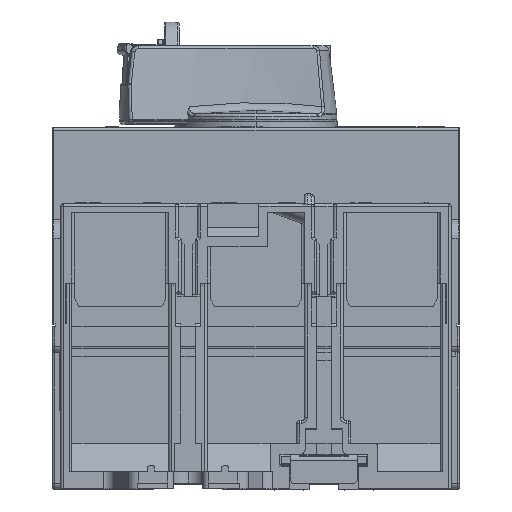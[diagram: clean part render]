
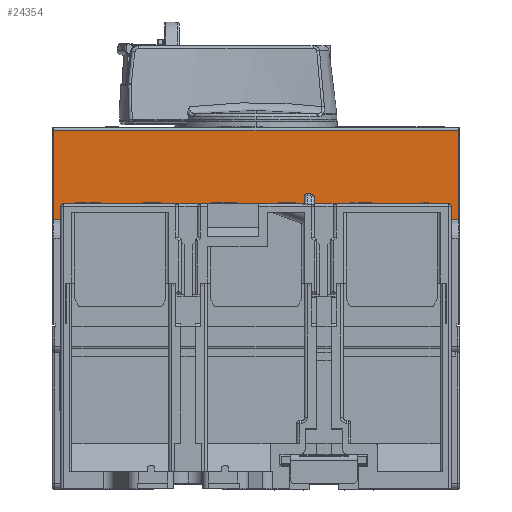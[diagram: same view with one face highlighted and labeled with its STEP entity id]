
A CAD part, top view. The second image highlights one B-rep face of the part: STEP entity #24354.
In plain terms, the highlighted face is planar.
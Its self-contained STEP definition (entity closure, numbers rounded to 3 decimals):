
#2586 = VECTOR ( 'NONE', #183520, 1000. ) ;
#6253 = CARTESIAN_POINT ( 'NONE',  ( -69.3, -77.5, -2.2 ) ) ;
#9132 = LINE ( 'NONE', #6253, #158202 ) ;
#12553 = CARTESIAN_POINT ( 'NONE',  ( 1.718, -77.5, -2.223 ) ) ;
#15623 = B_SPLINE_CURVE_WITH_KNOTS ( 'NONE', 3,
 ( #112237, #83298, #109389, #22255, #97710, #50361, #183958, #142227, #25098, #39617, #69631, #172296, #37753 ),
 .UNSPECIFIED., .F., .F.,
 ( 4, 3, 3, 3, 4 ),
 ( 0., 0., 0., 0., 0. ),
 .UNSPECIFIED. ) ;
#19384 = ORIENTED_EDGE ( 'NONE', *, *, #148708, .T. ) ;
#22255 = CARTESIAN_POINT ( 'NONE',  ( -69.302, -77.5, -2.203 ) ) ;
#23465 = EDGE_CURVE ( 'NONE', #91527, #153701, #27114, .T. ) ;
#23518 = VECTOR ( 'NONE', #98150, 1000. ) ;
#23622 = CARTESIAN_POINT ( 'NONE',  ( -69.3, -77.5, 13.5 ) ) ;
#24354 = ADVANCED_FACE ( 'NONE', ( #160797 ), #175251, .T. ) ;
#25098 = CARTESIAN_POINT ( 'NONE',  ( -69.366, -77.5, -2.315 ) ) ;
#25566 = DIRECTION ( 'NONE',  ( 1., 0., 0. ) ) ;
#26598 = CARTESIAN_POINT ( 'NONE',  ( 1.7, -77.5, 13.5 ) ) ;
#27114 = B_SPLINE_CURVE_WITH_KNOTS ( 'NONE', 3,
 ( #190664, #128691, #161728, #177150, #187818, #88105, #56131, #191629, #12553, #43512, #130636, #131561, #114192 ),
 .UNSPECIFIED., .F., .F.,
 ( 4, 3, 3, 3, 4 ),
 ( 0., 0., 0., 0., 0. ),
 .UNSPECIFIED. ) ;
#32535 = VERTEX_POINT ( 'NONE', #101961 ) ;
#37753 = CARTESIAN_POINT ( 'NONE',  ( -69.393, -77.5, -2.386 ) ) ;
#39617 = CARTESIAN_POINT ( 'NONE',  ( -69.375, -77.5, -2.339 ) ) ;
#43512 = CARTESIAN_POINT ( 'NONE',  ( 1.702, -77.5, -2.203 ) ) ;
#47377 = DIRECTION ( 'NONE',  ( 0., -1., 0. ) ) ;
#50361 = CARTESIAN_POINT ( 'NONE',  ( -69.332, -77.5, -2.246 ) ) ;
#53461 = EDGE_CURVE ( 'NONE', #91527, #182167, #188264, .T. ) ;
#56131 = CARTESIAN_POINT ( 'NONE',  ( 1.744, -77.5, -2.269 ) ) ;
#59520 = AXIS2_PLACEMENT_3D ( 'NONE', #161753, #47377, #75487 ) ;
#64499 = EDGE_CURVE ( 'NONE', #146741, #80610, #109891, .T. ) ;
#65226 = EDGE_CURVE ( 'NONE', #32535, #80610, #15623, .T. ) ;
#69541 = ORIENTED_EDGE ( 'NONE', *, *, #124073, .F. ) ;
#69631 = CARTESIAN_POINT ( 'NONE',  ( -69.382, -77.5, -2.355 ) ) ;
#75487 = DIRECTION ( 'NONE',  ( 1., 0., 0. ) ) ;
#77962 = CARTESIAN_POINT ( 'NONE',  ( 1.793, -77.5, -2.386 ) ) ;
#80610 = VERTEX_POINT ( 'NONE', #142351 ) ;
#83298 = CARTESIAN_POINT ( 'NONE',  ( -69.301, -77.5, -2.201 ) ) ;
#88105 = CARTESIAN_POINT ( 'NONE',  ( 1.756, -77.5, -2.292 ) ) ;
#91527 = VERTEX_POINT ( 'NONE', #77962 ) ;
#96939 = VECTOR ( 'NONE', #130120, 1000. ) ;
#97710 = CARTESIAN_POINT ( 'NONE',  ( -69.318, -77.5, -2.223 ) ) ;
#98150 = DIRECTION ( 'NONE',  ( 1., 0., 0. ) ) ;
#101961 = CARTESIAN_POINT ( 'NONE',  ( -69.3, -77.5, -2.2 ) ) ;
#109389 = CARTESIAN_POINT ( 'NONE',  ( -69.301, -77.5, -2.202 ) ) ;
#109891 = LINE ( 'NONE', #182570, #2586 ) ;
#112237 = CARTESIAN_POINT ( 'NONE',  ( -69.3, -77.5, -2.2 ) ) ;
#113595 = LINE ( 'NONE', #23622, #23518 ) ;
#114192 = CARTESIAN_POINT ( 'NONE',  ( 1.7, -77.5, -2.2 ) ) ;
#117195 = ORIENTED_EDGE ( 'NONE', *, *, #53461, .T. ) ;
#124073 = EDGE_CURVE ( 'NONE', #146741, #182167, #113595, .T. ) ;
#125592 = CARTESIAN_POINT ( 'NONE',  ( -69.3, -77.5, 13.5 ) ) ;
#128691 = CARTESIAN_POINT ( 'NONE',  ( 1.788, -77.5, -2.37 ) ) ;
#130120 = DIRECTION ( 'NONE',  ( -0.006, 0., 1. ) ) ;
#130636 = CARTESIAN_POINT ( 'NONE',  ( 1.701, -77.5, -2.202 ) ) ;
#131561 = CARTESIAN_POINT ( 'NONE',  ( 1.701, -77.5, -2.201 ) ) ;
#134470 = ORIENTED_EDGE ( 'NONE', *, *, #64499, .T. ) ;
#140802 = ORIENTED_EDGE ( 'NONE', *, *, #23465, .F. ) ;
#142227 = CARTESIAN_POINT ( 'NONE',  ( -69.356, -77.5, -2.292 ) ) ;
#142351 = CARTESIAN_POINT ( 'NONE',  ( -69.393, -77.5, -2.386 ) ) ;
#146741 = VERTEX_POINT ( 'NONE', #125592 ) ;
#148708 = EDGE_CURVE ( 'NONE', #32535, #153701, #9132, .T. ) ;
#151535 = CARTESIAN_POINT ( 'NONE',  ( 1.7, -77.5, -2.2 ) ) ;
#153701 = VERTEX_POINT ( 'NONE', #151535 ) ;
#158202 = VECTOR ( 'NONE', #25566, 1000. ) ;
#160130 = ORIENTED_EDGE ( 'NONE', *, *, #65226, .F. ) ;
#160797 = FACE_OUTER_BOUND ( 'NONE', #178714, .T. ) ;
#161728 = CARTESIAN_POINT ( 'NONE',  ( 1.782, -77.5, -2.355 ) ) ;
#161753 = CARTESIAN_POINT ( 'NONE',  ( -69.5, -77.5, 0.5 ) ) ;
#172296 = CARTESIAN_POINT ( 'NONE',  ( -69.388, -77.5, -2.37 ) ) ;
#175251 = PLANE ( 'NONE',  #59520 ) ;
#177150 = CARTESIAN_POINT ( 'NONE',  ( 1.775, -77.5, -2.339 ) ) ;
#178714 = EDGE_LOOP ( 'NONE', ( #19384, #140802, #117195, #69541, #134470, #160130 ) ) ;
#182167 = VERTEX_POINT ( 'NONE', #26598 ) ;
#182570 = CARTESIAN_POINT ( 'NONE',  ( -69.3, -77.5, 13.5 ) ) ;
#183520 = DIRECTION ( 'NONE',  ( -0.006, 0., -1. ) ) ;
#183958 = CARTESIAN_POINT ( 'NONE',  ( -69.344, -77.5, -2.269 ) ) ;
#186347 = CARTESIAN_POINT ( 'NONE',  ( 1.9, -77.5, -20.5 ) ) ;
#187818 = CARTESIAN_POINT ( 'NONE',  ( 1.766, -77.5, -2.315 ) ) ;
#188264 = LINE ( 'NONE', #186347, #96939 ) ;
#190664 = CARTESIAN_POINT ( 'NONE',  ( 1.793, -77.5, -2.386 ) ) ;
#191629 = CARTESIAN_POINT ( 'NONE',  ( 1.732, -77.5, -2.246 ) ) ;
